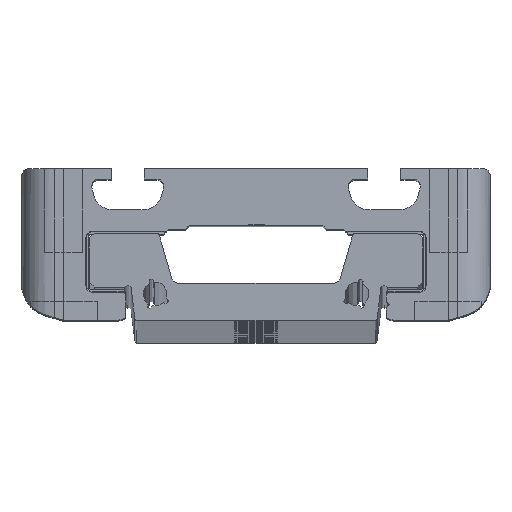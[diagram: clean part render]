
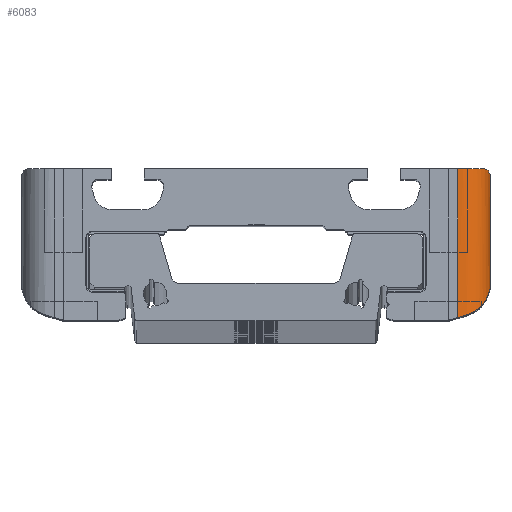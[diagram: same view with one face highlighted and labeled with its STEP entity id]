
A CAD part, top view. The second image highlights one B-rep face of the part: STEP entity #6083.
In plain terms, the highlighted cylindrical face has radius 5 mm (diameter 10 mm), a partial arc.
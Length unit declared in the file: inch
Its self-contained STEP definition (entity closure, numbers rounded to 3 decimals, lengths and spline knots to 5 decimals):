
#428 = CARTESIAN_POINT ( 'NONE',  ( 1.43701, 0.90748, -4.12517 ) ) ;
#443 = EDGE_LOOP ( 'NONE', ( #20693, #2292, #23341, #18932, #13532, #5375, #19638, #15280, #13153 ) ) ;
#888 = CARTESIAN_POINT ( 'NONE',  ( 1.43701, 0.90748, -4.13386 ) ) ;
#1133 = EDGE_CURVE ( 'NONE', #15616, #14904, #14958, .T. ) ;
#1703 = CARTESIAN_POINT ( 'NONE',  ( 1.29771, 0.04527, -3.94561 ) ) ;
#1759 = CARTESIAN_POINT ( 'NONE',  ( 1.40363, 0.94093, -4.02419 ) ) ;
#1840 = DIRECTION ( 'NONE',  ( 0., 0., -1. ) ) ;
#2292 = ORIENTED_EDGE ( 'NONE', *, *, #5685, .F. ) ;
#2416 = CARTESIAN_POINT ( 'NONE',  ( 1.40363, 0.94093, -4.02419 ) ) ;
#2486 = CARTESIAN_POINT ( 'NONE',  ( 1.43529, 0.91311, -4.10789 ) ) ;
#2629 = CARTESIAN_POINT ( 'NONE',  ( 1.43358, 0.9187, -4.09504 ) ) ;
#3190 = VECTOR ( 'NONE', #11368, 39.37008 ) ;
#3378 = CARTESIAN_POINT ( 'NONE',  ( 1.42841, 0.17597, -4.0763 ) ) ;
#3551 = CARTESIAN_POINT ( 'NONE',  ( 1.43701, 0.00993, -4.13386 ) ) ;
#3825 = CARTESIAN_POINT ( 'NONE',  ( 1.24016, 0.00993, -3.93701 ) ) ;
#3851 = CARTESIAN_POINT ( 'NONE',  ( 1.24016, 0.94093, -4.13386 ) ) ;
#3945 = LINE ( 'NONE', #3825, #3190 ) ;
#4104 = CARTESIAN_POINT ( 'NONE',  ( 1.40555, 0.94035, -4.02705 ) ) ;
#4436 = CARTESIAN_POINT ( 'NONE',  ( 1.41633, 0.93705, -4.04493 ) ) ;
#5262 = CARTESIAN_POINT ( 'NONE',  ( 1.24016, 0.02768, -3.93701 ) ) ;
#5345 = VERTEX_POINT ( 'NONE', #19787 ) ;
#5375 = ORIENTED_EDGE ( 'NONE', *, *, #19592, .F. ) ;
#5621 =( BOUNDED_CURVE ( )  B_SPLINE_CURVE ( 3, ( #16160, #16392, #21687, #6619 ),
 .UNSPECIFIED., .F., .F. ) 
 B_SPLINE_CURVE_WITH_KNOTS ( ( 4, 4 ),
 ( 3.14159, 3.4383 ),
 .UNSPECIFIED. ) 
 CURVE ( )  GEOMETRIC_REPRESENTATION_ITEM ( )  RATIONAL_B_SPLINE_CURVE ( ( 1., 0.993, 0.993, 1. ) ) 
 REPRESENTATION_ITEM ( '' )  );
#5626 = CARTESIAN_POINT ( 'NONE',  ( 1.2597, 0.03365, -3.93701 ) ) ;
#5685 = EDGE_CURVE ( 'NONE', #5345, #12400, #3945, .T. ) ;
#5743 = CARTESIAN_POINT ( 'NONE',  ( 1.43529, 0.91311, -4.10789 ) ) ;
#5973 = CARTESIAN_POINT ( 'NONE',  ( 1.40915, 0.93924, -4.0329 ) ) ;
#6083 = ADVANCED_FACE ( 'NONE', ( #23846 ), #23377, .T. ) ;
#6602 = CARTESIAN_POINT ( 'NONE',  ( 1.43058, 0.92405, -4.08223 ) ) ;
#6619 = CARTESIAN_POINT ( 'NONE',  ( 1.42841, 0.17597, -4.0763 ) ) ;
#6718 = CARTESIAN_POINT ( 'NONE',  ( 1.42193, 0.93321, -4.05715 ) ) ;
#7129 = CARTESIAN_POINT ( 'NONE',  ( 1.43701, 0.2041, -4.13386 ) ) ;
#7196 = DIRECTION ( 'NONE',  ( 0., -1., 0. ) ) ;
#7306 = EDGE_CURVE ( 'NONE', #19803, #21760, #9801, .T. ) ;
#9515 = CARTESIAN_POINT ( 'NONE',  ( 1.43701, 0.90748, -4.13386 ) ) ;
#9572 = CARTESIAN_POINT ( 'NONE',  ( 1.40915, 0.93924, -4.0329 ) ) ;
#9801 =( BOUNDED_CURVE ( )  B_SPLINE_CURVE ( 3, ( #3378, #20121, #23588, #1703 ),
 .UNSPECIFIED., .F., .F. ) 
 B_SPLINE_CURVE_WITH_KNOTS ( ( 4, 4 ),
 ( 5.00909, 5.98648 ),
 .UNSPECIFIED. ) 
 CURVE ( )  GEOMETRIC_REPRESENTATION_ITEM ( )  RATIONAL_B_SPLINE_CURVE ( ( 1., 0.922, 0.922, 1. ) ) 
 REPRESENTATION_ITEM ( '' )  );
#10424 = VECTOR ( 'NONE', #7196, 39.37008 ) ;
#10577 =( BOUNDED_CURVE ( )  B_SPLINE_CURVE ( 3, ( #20424, #22414, #5626, #5262 ),
 .UNSPECIFIED., .F., .F. ) 
 B_SPLINE_CURVE_WITH_KNOTS ( ( 4, 4 ),
 ( 4.41568, 4.71239 ),
 .UNSPECIFIED. ) 
 CURVE ( )  GEOMETRIC_REPRESENTATION_ITEM ( )  RATIONAL_B_SPLINE_CURVE ( ( 1., 0.993, 0.993, 1. ) ) 
 REPRESENTATION_ITEM ( '' )  );
#10611 = AXIS2_PLACEMENT_3D ( 'NONE', #18403, #11069, #1840 ) ;
#11069 = DIRECTION ( 'NONE',  ( 0., -1., 0. ) ) ;
#11106 = LINE ( 'NONE', #3551, #10424 ) ;
#11368 = DIRECTION ( 'NONE',  ( 0., 1., 0. ) ) ;
#12400 = VERTEX_POINT ( 'NONE', #18415 ) ;
#12437 = CARTESIAN_POINT ( 'NONE',  ( 1.29771, 0.04527, -3.94561 ) ) ;
#13085 =( BOUNDED_CURVE ( )  B_SPLINE_CURVE ( 3, ( #5743, #23008, #428, #9515 ),
 .UNSPECIFIED., .F., .F. ) 
 B_SPLINE_CURVE_WITH_KNOTS ( ( 4, 4 ),
 ( 6.15088, 6.28319 ),
 .UNSPECIFIED. ) 
 CURVE ( )  GEOMETRIC_REPRESENTATION_ITEM ( )  RATIONAL_B_SPLINE_CURVE ( ( 1., 0.999, 0.999, 1. ) ) 
 REPRESENTATION_ITEM ( '' )  );
#13153 = ORIENTED_EDGE ( 'NONE', *, *, #1133, .F. ) ;
#13228 = DIRECTION ( 'NONE',  ( 0., 1., 0. ) ) ;
#13532 = ORIENTED_EDGE ( 'NONE', *, *, #13670, .F. ) ;
#13670 = EDGE_CURVE ( 'NONE', #23337, #19803, #5621, .T. ) ;
#14149 = CARTESIAN_POINT ( 'NONE',  ( 1.43529, 0.91311, -4.10789 ) ) ;
#14904 = VERTEX_POINT ( 'NONE', #5973 ) ;
#14958 =( BOUNDED_CURVE ( )  B_SPLINE_CURVE ( 3, ( #2416, #4104, #15558, #9572 ),
 .UNSPECIFIED., .F., .F. ) 
 B_SPLINE_CURVE_WITH_KNOTS ( ( 4, 4 ),
 ( 5.6923, 5.74468 ),
 .UNSPECIFIED. ) 
 CURVE ( )  GEOMETRIC_REPRESENTATION_ITEM ( )  RATIONAL_B_SPLINE_CURVE ( ( 1., 1., 1., 1. ) ) 
 REPRESENTATION_ITEM ( '' )  );
#15280 = ORIENTED_EDGE ( 'NONE', *, *, #19469, .F. ) ;
#15558 = CARTESIAN_POINT ( 'NONE',  ( 1.40739, 0.93978, -4.02995 ) ) ;
#15616 = VERTEX_POINT ( 'NONE', #1759 ) ;
#15785 = CARTESIAN_POINT ( 'NONE',  ( 1.40915, 0.93924, -4.0329 ) ) ;
#15834 = AXIS2_PLACEMENT_3D ( 'NONE', #3851, #13228, #18852 ) ;
#16160 = CARTESIAN_POINT ( 'NONE',  ( 1.43701, 0.2041, -4.13386 ) ) ;
#16392 = CARTESIAN_POINT ( 'NONE',  ( 1.43701, 0.2041, -4.11432 ) ) ;
#17647 = EDGE_CURVE ( 'NONE', #21760, #5345, #10577, .T. ) ;
#17757 = VERTEX_POINT ( 'NONE', #2486 ) ;
#17760 = EDGE_CURVE ( 'NONE', #17757, #20780, #13085, .T. ) ;
#18403 = CARTESIAN_POINT ( 'NONE',  ( 1.24016, 0.00993, -4.13386 ) ) ;
#18415 = CARTESIAN_POINT ( 'NONE',  ( 1.24016, 0.94093, -3.93701 ) ) ;
#18625 = EDGE_CURVE ( 'NONE', #12400, #15616, #23672, .T. ) ;
#18852 = DIRECTION ( 'NONE',  ( 0., 0., 1. ) ) ;
#18932 = ORIENTED_EDGE ( 'NONE', *, *, #7306, .F. ) ;
#19469 = EDGE_CURVE ( 'NONE', #14904, #17757, #20059, .T. ) ;
#19592 = EDGE_CURVE ( 'NONE', #20780, #23337, #11106, .T. ) ;
#19638 = ORIENTED_EDGE ( 'NONE', *, *, #17760, .F. ) ;
#19787 = CARTESIAN_POINT ( 'NONE',  ( 1.24016, 0.02768, -3.93701 ) ) ;
#19803 = VERTEX_POINT ( 'NONE', #22486 ) ;
#20059 = B_SPLINE_CURVE_WITH_KNOTS ( 'NONE', 3,
 ( #15785, #4436, #6718, #6602, #2629, #14149 ),
 .UNSPECIFIED., .F., .F.,
 ( 4, 2, 4 ),
 ( 0., 0.00106, 0.00213 ),
 .UNSPECIFIED. ) ;
#20121 = CARTESIAN_POINT ( 'NONE',  ( 1.40887, 0.11206, -4.0124 ) ) ;
#20424 = CARTESIAN_POINT ( 'NONE',  ( 1.29771, 0.04527, -3.94561 ) ) ;
#20693 = ORIENTED_EDGE ( 'NONE', *, *, #18625, .F. ) ;
#20780 = VERTEX_POINT ( 'NONE', #888 ) ;
#21687 = CARTESIAN_POINT ( 'NONE',  ( 1.43412, 0.19466, -4.09499 ) ) ;
#21760 = VERTEX_POINT ( 'NONE', #12437 ) ;
#22414 = CARTESIAN_POINT ( 'NONE',  ( 1.27902, 0.03956, -3.9399 ) ) ;
#22486 = CARTESIAN_POINT ( 'NONE',  ( 1.42841, 0.17597, -4.0763 ) ) ;
#23008 = CARTESIAN_POINT ( 'NONE',  ( 1.43643, 0.90936, -4.1165 ) ) ;
#23337 = VERTEX_POINT ( 'NONE', #7129 ) ;
#23341 = ORIENTED_EDGE ( 'NONE', *, *, #17647, .F. ) ;
#23377 = CYLINDRICAL_SURFACE ( 'NONE', #10611, 0.19685 ) ;
#23588 = CARTESIAN_POINT ( 'NONE',  ( 1.36162, 0.06481, -3.96515 ) ) ;
#23672 = CIRCLE ( 'NONE', #15834, 0.19685 ) ;
#23846 = FACE_OUTER_BOUND ( 'NONE', #443, .T. ) ;
